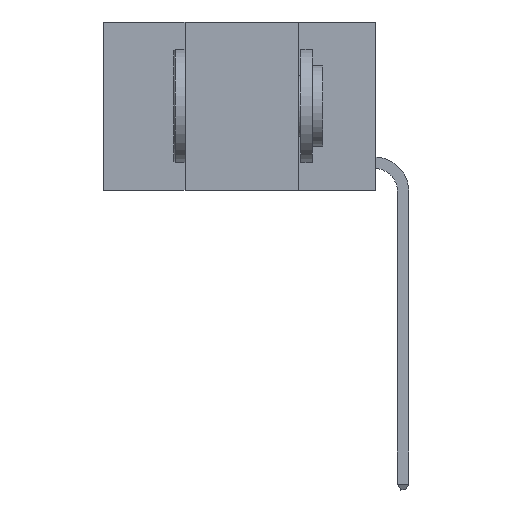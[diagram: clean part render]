
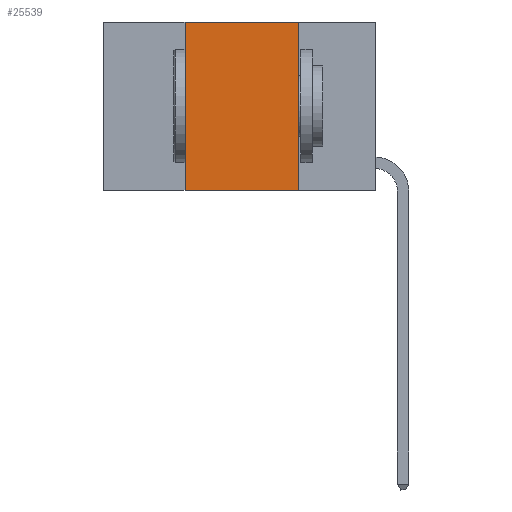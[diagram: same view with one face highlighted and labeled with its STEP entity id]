
A CAD part, left-side view. The second image highlights one B-rep face of the part: STEP entity #25539.
In plain terms, the highlighted planar face has unit normal (-1, 0, 0).
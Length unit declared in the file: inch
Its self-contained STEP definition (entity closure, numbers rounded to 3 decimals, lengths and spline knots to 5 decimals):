
#3202 = DIRECTION ( 'NONE',  ( 0., 0., -1. ) ) ;
#3699 = DIRECTION ( 'NONE',  ( 0., -1., 0. ) ) ;
#4346 = VERTEX_POINT ( 'NONE', #21538 ) ;
#4641 = PLANE ( 'NONE',  #13317 ) ;
#4867 = VECTOR ( 'NONE', #24110, 39.37008 ) ;
#5042 = CARTESIAN_POINT ( 'NONE',  ( 0., 0.17, 0. ) ) ;
#5533 = CARTESIAN_POINT ( 'NONE',  ( 0., 0.17, 0. ) ) ;
#5643 = EDGE_LOOP ( 'NONE', ( #13942, #18195, #20520, #6202 ) ) ;
#6202 = ORIENTED_EDGE ( 'NONE', *, *, #24969, .T. ) ;
#6610 = DIRECTION ( 'NONE',  ( 0., 0., -1. ) ) ;
#6737 = FACE_OUTER_BOUND ( 'NONE', #5643, .T. ) ;
#8860 = CARTESIAN_POINT ( 'NONE',  ( 0., 0.6, 0. ) ) ;
#10357 = VECTOR ( 'NONE', #17026, 39.37008 ) ;
#11242 = VECTOR ( 'NONE', #3699, 39.37008 ) ;
#11314 = EDGE_CURVE ( 'NONE', #21274, #13677, #25442, .T. ) ;
#11858 = CARTESIAN_POINT ( 'NONE',  ( 0., 0.6, 0. ) ) ;
#12452 = LINE ( 'NONE', #18237, #4867 ) ;
#13317 = AXIS2_PLACEMENT_3D ( 'NONE', #8860, #16977, #6610 ) ;
#13677 = VERTEX_POINT ( 'NONE', #5533 ) ;
#13942 = ORIENTED_EDGE ( 'NONE', *, *, #16319, .F. ) ;
#15572 = LINE ( 'NONE', #5042, #22734 ) ;
#16319 = EDGE_CURVE ( 'NONE', #13677, #22114, #15572, .T. ) ;
#16977 = DIRECTION ( 'NONE',  ( 1., 0., 0. ) ) ;
#17026 = DIRECTION ( 'NONE',  ( 0., 0., 1. ) ) ;
#17905 = CARTESIAN_POINT ( 'NONE',  ( 0., 0.17, -0.37 ) ) ;
#18195 = ORIENTED_EDGE ( 'NONE', *, *, #11314, .F. ) ;
#18237 = CARTESIAN_POINT ( 'NONE',  ( 0., 0.6, -0.37 ) ) ;
#18597 = CARTESIAN_POINT ( 'NONE',  ( 0., 0.42, 0. ) ) ;
#20520 = ORIENTED_EDGE ( 'NONE', *, *, #22227, .F. ) ;
#21274 = VERTEX_POINT ( 'NONE', #18597 ) ;
#21538 = CARTESIAN_POINT ( 'NONE',  ( 0., 0.42, -0.37 ) ) ;
#22114 = VERTEX_POINT ( 'NONE', #17905 ) ;
#22227 = EDGE_CURVE ( 'NONE', #4346, #21274, #22544, .T. ) ;
#22544 = LINE ( 'NONE', #23052, #10357 ) ;
#22734 = VECTOR ( 'NONE', #3202, 39.37008 ) ;
#23052 = CARTESIAN_POINT ( 'NONE',  ( 0., 0.42, 0. ) ) ;
#24110 = DIRECTION ( 'NONE',  ( 0., -1., 0. ) ) ;
#24969 = EDGE_CURVE ( 'NONE', #4346, #22114, #12452, .T. ) ;
#25442 = LINE ( 'NONE', #11858, #11242 ) ;
#25539 = ADVANCED_FACE ( 'NONE', ( #6737 ), #4641, .F. ) ;
